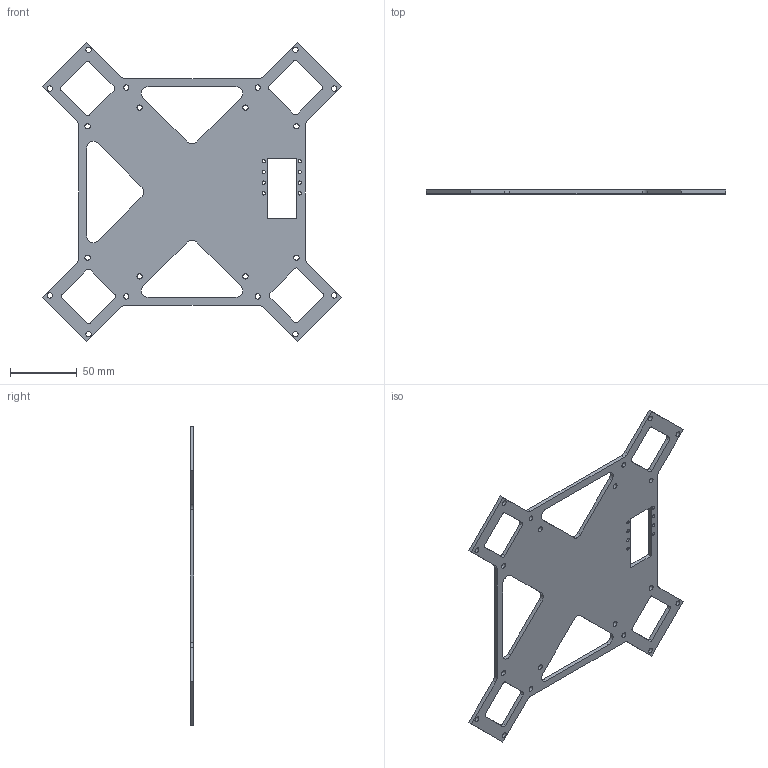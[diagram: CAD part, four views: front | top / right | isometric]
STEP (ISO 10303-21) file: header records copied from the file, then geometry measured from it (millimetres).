
FILE_DESCRIPTION(/* description */ (''),/* implementation_level */ '2;1');
FILE_NAME(/* name */ 'bottom-alum-plate_INCHES1.step',/* time_stamp */ '2016-02-29T14:34:17-05:00',/* author */ (''),/* organization */ (''),/* preprocessor_version */ 'ST-DEVELOPER v16.2',/* originating_system */ 'Autodesk Translation Framework v4.3.0.3010',/* authorisation */ '');
FILE_SCHEMA (('AUTOMOTIVE_DESIGN { 1 0 10303 214 3 1 1 }'));
Length unit declared in the file: centimetre
Products named in the file (1): bottom-alum-plate v16
Bounding box: 224.31 x 2.92 x 224.31 mm (x, y, z)
Volume: 67689.4 mm3; surface area: 53338.7 mm2
Topology: 1 solids, 1 shells, 112 faces, 330 edges, 220 vertices
Faces by surface type: cylinder 61, plane 51
Full cylindrical faces by diameter (mm): 2.5 x8, 4 x20
Entity records: 3811 total; most frequent: DIRECTION 650, CARTESIAN_POINT 635, ORIENTED_EDGE 604, EDGE_CURVE 302, AXIS2_PLACEMENT_3D 235, VERTEX_POINT 220, EDGE_LOOP 212, LINE 180
